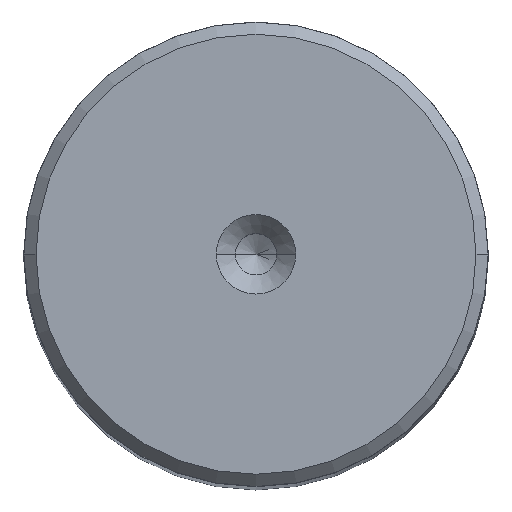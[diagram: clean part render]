
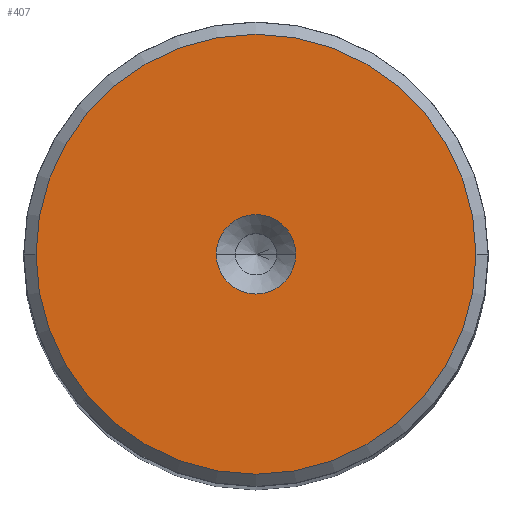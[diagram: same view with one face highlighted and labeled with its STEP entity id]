
A CAD part, top view. The second image highlights one B-rep face of the part: STEP entity #407.
In plain terms, the highlighted planar face has unit normal (0, 0, 1).
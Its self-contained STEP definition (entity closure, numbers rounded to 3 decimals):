
#20 = CARTESIAN_POINT ( 'NONE',  ( 0., 0., 190. ) ) ;
#50 = DIRECTION ( 'NONE',  ( 1., 0., 0. ) ) ;
#120 = AXIS2_PLACEMENT_3D ( 'NONE', #20, #2626, #50 ) ;
#192 = AXIS2_PLACEMENT_3D ( 'NONE', #2559, #909, #1843 ) ;
#320 = EDGE_LOOP ( 'NONE', ( #1499, #1407 ) ) ;
#327 = DIRECTION ( 'NONE',  ( 0., 0., 1. ) ) ;
#360 = DIRECTION ( 'NONE',  ( 1., 0., 0. ) ) ;
#407 = ADVANCED_FACE ( 'NONE', ( #2773, #2949 ), #1532, .T. ) ;
#460 = DIRECTION ( 'NONE',  ( 1., 0., 0. ) ) ;
#498 = CARTESIAN_POINT ( 'NONE',  ( 0., 0., 190. ) ) ;
#539 = VERTEX_POINT ( 'NONE', #1442 ) ;
#556 = ORIENTED_EDGE ( 'NONE', *, *, #678, .F. ) ;
#632 = VERTEX_POINT ( 'NONE', #1710 ) ;
#652 = CIRCLE ( 'NONE', #2563, 21.314 ) ;
#678 = EDGE_CURVE ( 'NONE', #3012, #539, #1360, .T. ) ;
#909 = DIRECTION ( 'NONE',  ( 0., 0., 1. ) ) ;
#943 = CARTESIAN_POINT ( 'NONE',  ( -3.85, 0., 190. ) ) ;
#1024 = VERTEX_POINT ( 'NONE', #2980 ) ;
#1034 = CIRCLE ( 'NONE', #192, 3.85 ) ;
#1247 = CARTESIAN_POINT ( 'NONE',  ( 0., 0., 190. ) ) ;
#1254 = CIRCLE ( 'NONE', #120, 21.314 ) ;
#1360 = CIRCLE ( 'NONE', #1635, 3.85 ) ;
#1407 = ORIENTED_EDGE ( 'NONE', *, *, #1555, .T. ) ;
#1442 = CARTESIAN_POINT ( 'NONE',  ( 3.85, 0., 190. ) ) ;
#1499 = ORIENTED_EDGE ( 'NONE', *, *, #2826, .T. ) ;
#1532 = PLANE ( 'NONE',  #1954 ) ;
#1555 = EDGE_CURVE ( 'NONE', #632, #1024, #1254, .T. ) ;
#1635 = AXIS2_PLACEMENT_3D ( 'NONE', #1247, #327, #1729 ) ;
#1710 = CARTESIAN_POINT ( 'NONE',  ( 21.314, 0., 190. ) ) ;
#1729 = DIRECTION ( 'NONE',  ( 1., 0., 0. ) ) ;
#1764 = DIRECTION ( 'NONE',  ( 0., 0., 1. ) ) ;
#1803 = EDGE_LOOP ( 'NONE', ( #2690, #556 ) ) ;
#1843 = DIRECTION ( 'NONE',  ( 1., 0., 0. ) ) ;
#1954 = AXIS2_PLACEMENT_3D ( 'NONE', #2239, #1764, #360 ) ;
#2005 = EDGE_CURVE ( 'NONE', #539, #3012, #1034, .T. ) ;
#2239 = CARTESIAN_POINT ( 'NONE',  ( 0., 0., 190. ) ) ;
#2342 = DIRECTION ( 'NONE',  ( 0., 0., 1. ) ) ;
#2559 = CARTESIAN_POINT ( 'NONE',  ( 0., 0., 190. ) ) ;
#2563 = AXIS2_PLACEMENT_3D ( 'NONE', #498, #2342, #460 ) ;
#2626 = DIRECTION ( 'NONE',  ( 0., 0., 1. ) ) ;
#2690 = ORIENTED_EDGE ( 'NONE', *, *, #2005, .F. ) ;
#2773 = FACE_BOUND ( 'NONE', #1803, .T. ) ;
#2826 = EDGE_CURVE ( 'NONE', #1024, #632, #652, .T. ) ;
#2949 = FACE_OUTER_BOUND ( 'NONE', #320, .T. ) ;
#2980 = CARTESIAN_POINT ( 'NONE',  ( -21.314, 0., 190. ) ) ;
#3012 = VERTEX_POINT ( 'NONE', #943 ) ;
